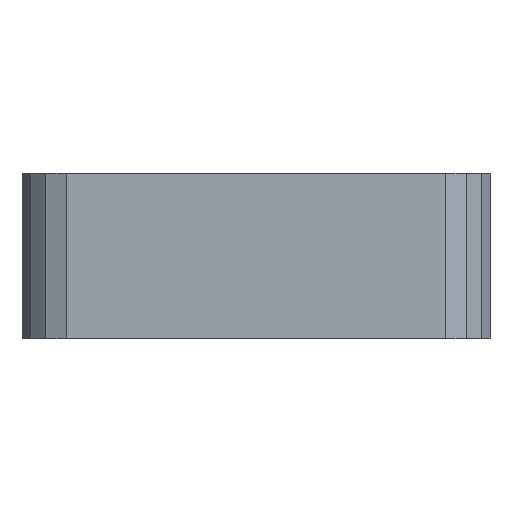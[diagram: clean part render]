
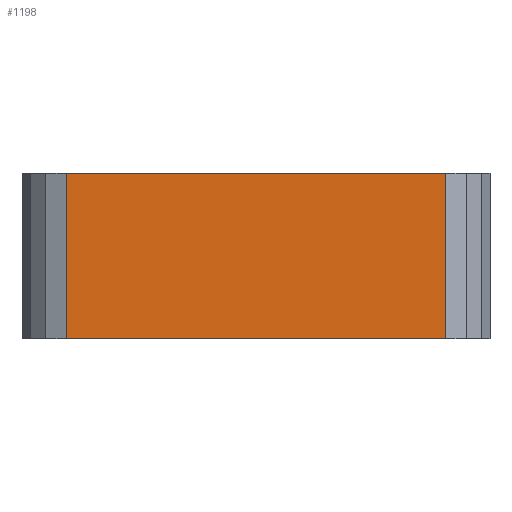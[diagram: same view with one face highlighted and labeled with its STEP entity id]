
A CAD part, left-side view. The second image highlights one B-rep face of the part: STEP entity #1198.
In plain terms, the highlighted planar face has unit normal (-1, 0, 0).
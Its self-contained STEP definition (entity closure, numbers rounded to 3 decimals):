
#1178=AXIS2_PLACEMENT_3D('Plane Axis2P3D',#1175,#1176,#1177) ;
#798=CARTESIAN_POINT('Vertex',(0.,15.398,6.)) ;
#801=CARTESIAN_POINT('Line Origine',(0.,8.5,6.)) ;
#805=CARTESIAN_POINT('Vertex',(0.,1.602,6.)) ;
#1156=CARTESIAN_POINT('Line Origine',(0.,1.602,3.)) ;
#1160=CARTESIAN_POINT('Vertex',(0.,1.602,0.)) ;
#1175=CARTESIAN_POINT('Axis2P3D Location',(0.,15.398,0.)) ;
#1180=CARTESIAN_POINT('Line Origine',(0.,15.398,3.)) ;
#1184=CARTESIAN_POINT('Vertex',(0.,15.398,0.)) ;
#1187=CARTESIAN_POINT('Line Origine',(0.,8.5,0.)) ;
#802=DIRECTION('Vector Direction',(0.,-1.,0.)) ;
#1157=DIRECTION('Vector Direction',(0.,0.,1.)) ;
#1176=DIRECTION('Axis2P3D Direction',(-1.,0.,0.)) ;
#1177=DIRECTION('Axis2P3D XDirection',(0.,-1.,0.)) ;
#1181=DIRECTION('Vector Direction',(0.,0.,1.)) ;
#1188=DIRECTION('Vector Direction',(0.,-1.,0.)) ;
#803=VECTOR('Line Direction',#802,1.) ;
#1158=VECTOR('Line Direction',#1157,1.) ;
#1182=VECTOR('Line Direction',#1181,1.) ;
#1189=VECTOR('Line Direction',#1188,1.) ;
#1193=ORIENTED_EDGE('',*,*,#1186,.F.) ;
#1194=ORIENTED_EDGE('',*,*,#1191,.T.) ;
#1195=ORIENTED_EDGE('',*,*,#1162,.T.) ;
#1196=ORIENTED_EDGE('',*,*,#807,.F.) ;
#1198=ADVANCED_FACE('S3D - gedreht',(#1197),#1179,.T.) ;
#807=EDGE_CURVE('',#799,#806,#804,.T.) ;
#1162=EDGE_CURVE('',#1161,#806,#1159,.T.) ;
#1186=EDGE_CURVE('',#1185,#799,#1183,.T.) ;
#1191=EDGE_CURVE('',#1185,#1161,#1190,.T.) ;
#1192=EDGE_LOOP('',(#1193,#1194,#1195,#1196)) ;
#1197=FACE_OUTER_BOUND('',#1192,.T.) ;
#804=LINE('Line',#801,#803) ;
#1159=LINE('Line',#1156,#1158) ;
#1183=LINE('Line',#1180,#1182) ;
#1190=LINE('Line',#1187,#1189) ;
#1179=PLANE('',#1178) ;
#799=VERTEX_POINT('',#798) ;
#806=VERTEX_POINT('',#805) ;
#1161=VERTEX_POINT('',#1160) ;
#1185=VERTEX_POINT('',#1184) ;
